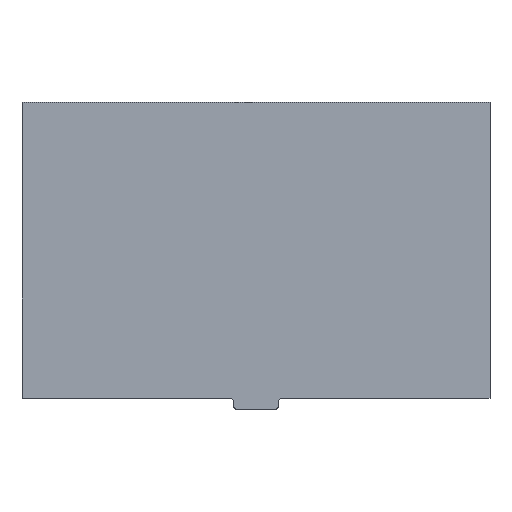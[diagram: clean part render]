
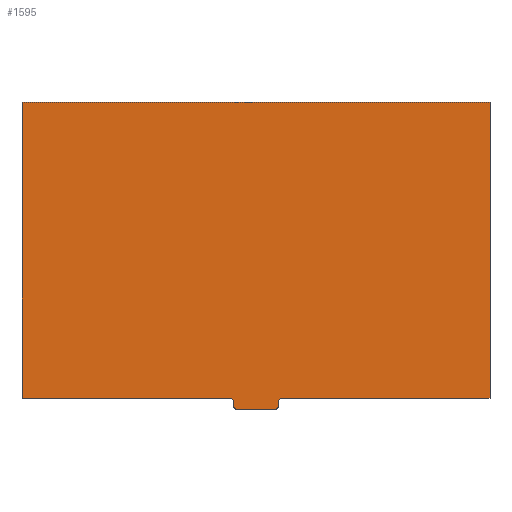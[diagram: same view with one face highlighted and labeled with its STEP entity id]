
A CAD part, top view. The second image highlights one B-rep face of the part: STEP entity #1595.
In plain terms, the highlighted planar face has unit normal (0, 0, 1).
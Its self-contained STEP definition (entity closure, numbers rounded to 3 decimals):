
#94=PLANE('',#1804);
#192=FACE_OUTER_BOUND('',#291,.T.);
#291=EDGE_LOOP('',(#1445,#1446,#1447,#1448,#1449,#1450,#1451,#1452,#1453,
#1454,#1455,#1456));
#296=LINE('',#2321,#423);
#311=LINE('',#2361,#438);
#314=LINE('',#2369,#441);
#315=LINE('',#2372,#442);
#408=LINE('',#2960,#535);
#411=LINE('',#2965,#538);
#413=LINE('',#2968,#540);
#414=LINE('',#2970,#541);
#423=VECTOR('',#1819,10.);
#438=VECTOR('',#1852,10.);
#441=VECTOR('',#1861,10.);
#442=VECTOR('',#1864,10.);
#535=VECTOR('',#2279,10.);
#538=VECTOR('',#2284,10.);
#540=VECTOR('',#2288,10.);
#541=VECTOR('',#2291,10.);
#547=CIRCLE('',#1621,0.5);
#551=CIRCLE('',#1628,0.5);
#552=CIRCLE('',#1630,0.5);
#553=CIRCLE('',#1633,0.5);
#630=VERTEX_POINT('',#2311);
#631=VERTEX_POINT('',#2313);
#633=VERTEX_POINT('',#2319);
#647=VERTEX_POINT('',#2351);
#648=VERTEX_POINT('',#2355);
#649=VERTEX_POINT('',#2357);
#650=VERTEX_POINT('',#2363);
#651=VERTEX_POINT('',#2364);
#652=VERTEX_POINT('',#2371);
#761=VERTEX_POINT('',#2958);
#762=VERTEX_POINT('',#2959);
#763=VERTEX_POINT('',#2964);
#766=EDGE_CURVE('',#630,#631,#547,.T.);
#770=EDGE_CURVE('',#630,#633,#296,.T.);
#786=EDGE_CURVE('',#647,#633,#551,.T.);
#788=EDGE_CURVE('',#648,#649,#552,.T.);
#790=EDGE_CURVE('',#648,#631,#311,.T.);
#791=EDGE_CURVE('',#650,#651,#553,.T.);
#794=EDGE_CURVE('',#647,#651,#314,.T.);
#795=EDGE_CURVE('',#652,#649,#315,.T.);
#984=EDGE_CURVE('',#761,#762,#408,.T.);
#987=EDGE_CURVE('',#762,#763,#411,.T.);
#989=EDGE_CURVE('',#763,#652,#413,.T.);
#990=EDGE_CURVE('',#650,#761,#414,.T.);
#1445=ORIENTED_EDGE('',*,*,#766,.F.);
#1446=ORIENTED_EDGE('',*,*,#770,.T.);
#1447=ORIENTED_EDGE('',*,*,#786,.F.);
#1448=ORIENTED_EDGE('',*,*,#794,.T.);
#1449=ORIENTED_EDGE('',*,*,#791,.F.);
#1450=ORIENTED_EDGE('',*,*,#990,.T.);
#1451=ORIENTED_EDGE('',*,*,#984,.T.);
#1452=ORIENTED_EDGE('',*,*,#987,.T.);
#1453=ORIENTED_EDGE('',*,*,#989,.T.);
#1454=ORIENTED_EDGE('',*,*,#795,.T.);
#1455=ORIENTED_EDGE('',*,*,#788,.F.);
#1456=ORIENTED_EDGE('',*,*,#790,.T.);
#1595=ADVANCED_FACE('',(#192),#94,.T.);
#1621=AXIS2_PLACEMENT_3D('',#2314,#1812,#1813);
#1628=AXIS2_PLACEMENT_3D('',#2353,#1842,#1843);
#1630=AXIS2_PLACEMENT_3D('',#2358,#1847,#1848);
#1633=AXIS2_PLACEMENT_3D('',#2365,#1855,#1856);
#1804=AXIS2_PLACEMENT_3D('',#2979,#2304,#2305);
#1812=DIRECTION('center_axis',(0.,0.,-1.));
#1813=DIRECTION('ref_axis',(-0.707,-0.707,0.));
#1819=DIRECTION('',(1.,0.,0.));
#1842=DIRECTION('center_axis',(0.,0.,-1.));
#1843=DIRECTION('ref_axis',(0.707,-0.707,0.));
#1847=DIRECTION('center_axis',(0.,0.,1.));
#1848=DIRECTION('ref_axis',(0.707,0.707,0.));
#1852=DIRECTION('',(0.,-1.,0.));
#1855=DIRECTION('center_axis',(0.,0.,1.));
#1856=DIRECTION('ref_axis',(-0.707,0.707,0.));
#1861=DIRECTION('',(0.,1.,0.));
#1864=DIRECTION('',(1.,0.,0.));
#2279=DIRECTION('',(0.,1.,0.));
#2284=DIRECTION('',(-1.,0.,0.));
#2288=DIRECTION('',(0.,-1.,0.));
#2291=DIRECTION('',(1.,0.,0.));
#2304=DIRECTION('center_axis',(0.,0.,1.));
#2305=DIRECTION('ref_axis',(1.,0.,0.));
#2311=CARTESIAN_POINT('',(-4.909,-18.721,3.));
#2313=CARTESIAN_POINT('',(-5.409,-18.221,3.));
#2314=CARTESIAN_POINT('Origin',(-4.909,-18.221,3.));
#2319=CARTESIAN_POINT('',(0.091,-18.721,3.));
#2321=CARTESIAN_POINT('',(-5.409,-18.721,3.));
#2351=CARTESIAN_POINT('',(0.591,-18.221,3.));
#2353=CARTESIAN_POINT('Origin',(0.091,-18.221,3.));
#2355=CARTESIAN_POINT('',(-5.409,-17.721,3.));
#2357=CARTESIAN_POINT('',(-5.909,-17.221,3.));
#2358=CARTESIAN_POINT('Origin',(-5.909,-17.721,3.));
#2361=CARTESIAN_POINT('',(-5.409,-17.221,3.));
#2363=CARTESIAN_POINT('',(1.091,-17.221,3.));
#2364=CARTESIAN_POINT('',(0.591,-17.721,3.));
#2365=CARTESIAN_POINT('Origin',(1.091,-17.721,3.));
#2369=CARTESIAN_POINT('',(0.591,-18.721,3.));
#2371=CARTESIAN_POINT('',(-33.659,-17.221,3.));
#2372=CARTESIAN_POINT('',(-33.659,-17.221,3.));
#2958=CARTESIAN_POINT('',(28.841,-17.221,3.));
#2959=CARTESIAN_POINT('',(28.841,22.279,3.));
#2960=CARTESIAN_POINT('',(28.841,-17.221,3.));
#2964=CARTESIAN_POINT('',(-33.659,22.279,3.));
#2965=CARTESIAN_POINT('',(28.841,22.279,3.));
#2968=CARTESIAN_POINT('',(-33.659,22.279,3.));
#2970=CARTESIAN_POINT('',(-33.659,-17.221,3.));
#2979=CARTESIAN_POINT('Origin',(-2.409,2.529,3.));
